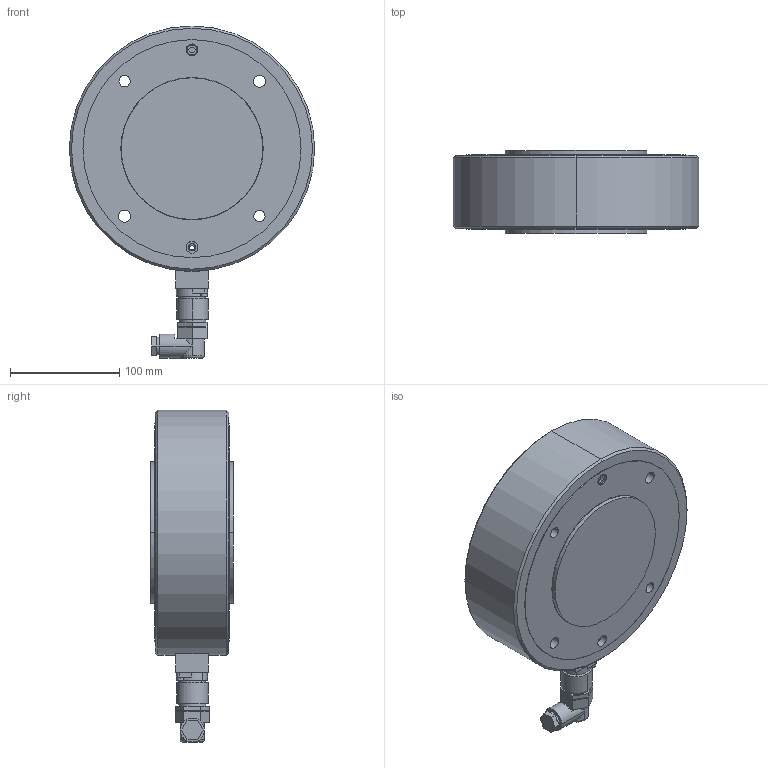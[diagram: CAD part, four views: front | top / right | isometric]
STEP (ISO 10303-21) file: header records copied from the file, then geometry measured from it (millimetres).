
FILE_DESCRIPTION (( 'STEP AP203' ), '1' );
FILE_NAME ('31102014_stp_-.step', '2020-02-17T13:47:00', ( '' ), ( '' ), 'SwSTEP 2.0', 'SolidWorks 2018', '' );
FILE_SCHEMA (( 'CONFIG_CONTROL_DESIGN' ));
Length unit declared in the file: millimetre
Products named in the file (17): Kabeldose_Winkel_Kunstst_7P_01; PRL_21307_01; 49027_01; 49651-05_stp_01; 48071_01; 48072_01; 49531_01; Zyl-Schr DIN912_M6x60; 31102014_stp_-; Zyl-Schr DIN912_M3x25; Flanschstecker_Kunstst_7Pol_01; 49651-04_stp_01; 43404.02_01; Si-Ring DIN472_D80x2.5; 31101677_V-045A; 31101675_01; 49151_01
Assembly tree (18 placements, depth 3):
  31102014_stp_-
    49651-05_stp_01
      49651-04_stp_01
      49027_01
      Flanschstecker_Kunstst_7Pol_01
      Zyl-Schr DIN912_M3x25  x2
      Si-Ring DIN472_D80x2.5
    43404.02_01  x2
    49531_01
    49151_01
    48071_01
    48072_01
    31101677_V-045A
    31101675_01
    PRL_21307_01
    Zyl-Schr DIN912_M6x60
    Kabeldose_Winkel_Kunstst_7P_01
Bounding box: 225 x 75.9 x 304.5 mm (x, y, z)
Volume: 2441583.7 mm3; surface area: 458975 mm2
Topology: 47 solids, 47 shells, 777 faces, 1734 edges, 1088 vertices
Faces by surface type: cylinder 304, plane 225, torus 203, cone 41, sphere 2, bspline 2
Entity records: 22925 total; most frequent: DIRECTION 4176, CARTESIAN_POINT 3813, ORIENTED_EDGE 3222, AXIS2_PLACEMENT_3D 1835, EDGE_CURVE 1611, CIRCLE 1081, VERTEX_POINT 1014, EDGE_LOOP 869
